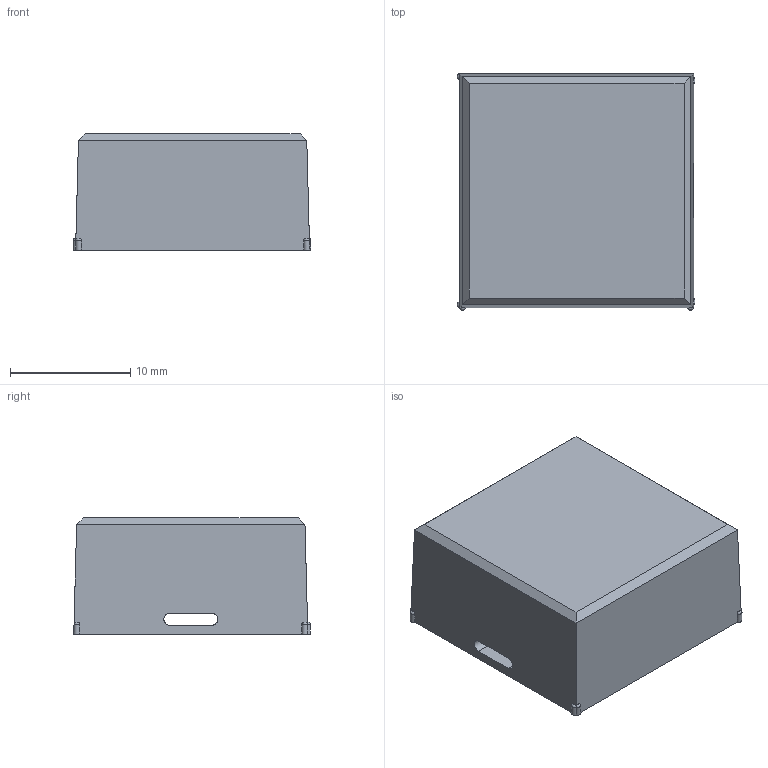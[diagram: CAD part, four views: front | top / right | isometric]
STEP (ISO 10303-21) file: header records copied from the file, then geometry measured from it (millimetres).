
FILE_DESCRIPTION(/* description */ (''),/* implementation_level */ '2;1');
FILE_NAME(/* name */ 'T25H.stp',/* time_stamp */ '2020-09-01T15:20:03+02:00',/* author */ ('thagel'),/* organization */ (''),/* preprocessor_version */ 'ST-DEVELOPER v17.2',/* originating_system */ 'Autodesk Inventor 2019',/* authorisation */ '');
FILE_SCHEMA (('AUTOMOTIVE_DESIGN { 1 0 10303 214 3 1 1 }'));
Length unit declared in the file: millimetre
Products named in the file (1): 0014J8XR3 M24.087.4J
Bounding box: 19.8 x 19.7 x 9.7 mm (x, y, z)
Volume: 1677.9 mm3; surface area: 1966.3 mm2
Topology: 1 solids, 1 shells, 80 faces, 206 edges, 126 vertices
Faces by surface type: plane 44, cylinder 28, sphere 4, bspline 4
Entity records: 2544 total; most frequent: CARTESIAN_POINT 562, DIRECTION 407, ORIENTED_EDGE 404, EDGE_CURVE 202, AXIS2_PLACEMENT_3D 139, LINE 129, VECTOR 129, VERTEX_POINT 126
